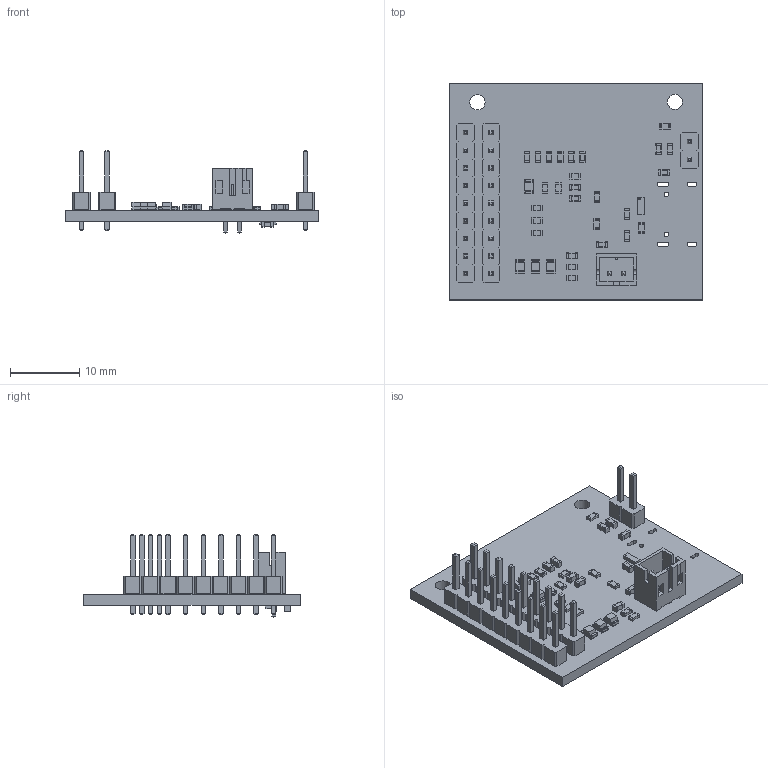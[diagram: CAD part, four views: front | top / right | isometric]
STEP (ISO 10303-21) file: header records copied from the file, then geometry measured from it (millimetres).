
FILE_DESCRIPTION(('KiCad electronic assembly'),'2;1');
FILE_NAME('MCI_PCB.step','2024-11-11T10:00:04',('Pcbnew'),('Kicad'), 'Open CASCADE STEP processor 7.8','KiCad to STEP converter','Unknown' );
FILE_SCHEMA(('AUTOMOTIVE_DESIGN { 1 0 10303 214 1 1 1 1 }'));
Length unit declared in the file: millimetre
Products named in the file (16): MCI_PCB 1; R_0603_1608Metric; C_0603_1608Metric; PinHeader_1x09_P2.54mm_Vertical; PinHeader_1x09_P254mm_Vertical; LED_0805_2012Metric; USON-10_2.5x1.0mm_P0.5mm; USON_10_25x10mm_Pitch05mm; JST_PH_B2B-PH-K_1x02_P2.00mm_Vertical; JST_B2B_PH_K; PinHeader_1x02_P2.54mm_Vertical; PinHeader_1x02_P254mm_Vertical; MCI_PCB_PCB
Assembly tree (47 placements, depth 3):
  MCI_PCB 1
    R_0603_1608Metric  x16
      R_0603_1608Metric
    C_0603_1608Metric  x14
      C_0603_1608Metric
    PinHeader_1x09_P2.54mm_Vertical  x2
      PinHeader_1x09_P254mm_Vertical
    LED_0805_2012Metric  x4
      LED_0805_2012Metric
    USON-10_2.5x1.0mm_P0.5mm
      USON_10_25x10mm_Pitch05mm
    JST_PH_B2B-PH-K_1x02_P2.00mm_Vertical
      JST_B2B_PH_K
    PinHeader_1x02_P2.54mm_Vertical
      PinHeader_1x02_P254mm_Vertical
    MCI_PCB_PCB
Bounding box: 36.55 x 31.14 x 11.94 mm (x, y, z)
Volume: 2285.9 mm3; surface area: 4097 mm2
Topology: 40 solids, 40 shells, 1709 faces, 4395 edges, 2842 vertices
Faces by surface type: plane 1334, cylinder 375
Full cylindrical faces by diameter (mm): 0.2 x1, 0.65 x2, 0.75 x2, 1 x20, 2.2 x2
Entity records: 21887 total; most frequent: CARTESIAN_POINT 3117, ORIENTED_EDGE 3024, DIRECTION 2928, EDGE_CURVE 1512, LINE 1362, VECTOR 1362, VERTEX_POINT 972, AXIS2_PLACEMENT_3D 783
